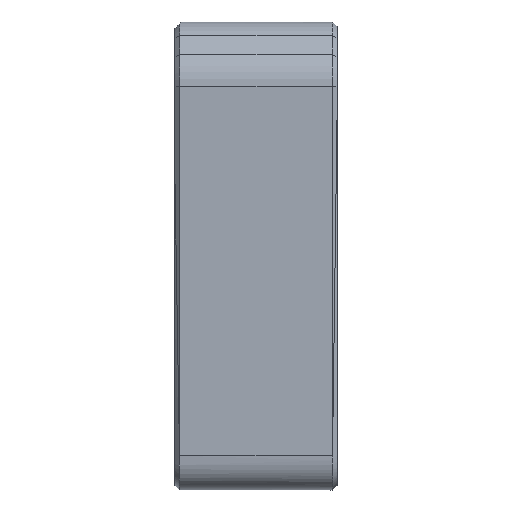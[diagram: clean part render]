
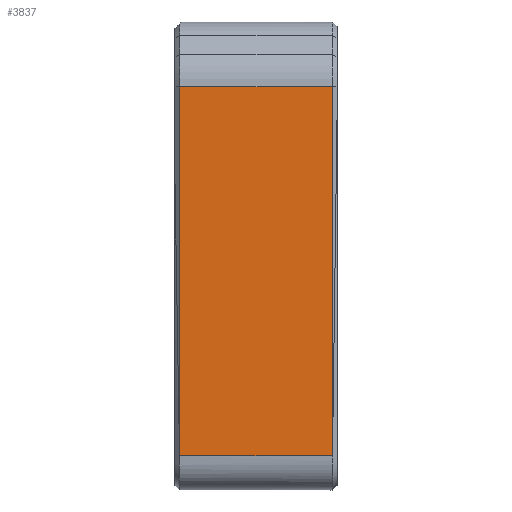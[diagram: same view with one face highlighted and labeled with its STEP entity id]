
A CAD part, front view. The second image highlights one B-rep face of the part: STEP entity #3837.
In plain terms, the highlighted planar face has unit normal (0, -1, 0).
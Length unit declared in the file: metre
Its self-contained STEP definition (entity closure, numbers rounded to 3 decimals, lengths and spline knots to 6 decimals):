
#286=B_SPLINE_CURVE_WITH_KNOTS('',3,(#5815,#5816,#5817,#5818),
 .UNSPECIFIED.,.F.,.F.,(4,4),(0.,1.),.UNSPECIFIED.);
#1122=ORIENTED_EDGE('',*,*,#1996,.F.);
#1123=ORIENTED_EDGE('',*,*,#1770,.T.);
#1124=ORIENTED_EDGE('',*,*,#1994,.T.);
#1125=ORIENTED_EDGE('',*,*,#1909,.F.);
#1770=EDGE_CURVE('',#2300,#2302,#286,.T.);
#1909=EDGE_CURVE('',#2403,#2315,#2651,.T.);
#1994=EDGE_CURVE('',#2302,#2315,#2694,.T.);
#1996=EDGE_CURVE('',#2300,#2403,#2695,.T.);
#2300=VERTEX_POINT('',#5792);
#2302=VERTEX_POINT('',#5814);
#2315=VERTEX_POINT('',#5877);
#2403=VERTEX_POINT('',#6639);
#2651=LINE('',#6638,#2952);
#2694=LINE('',#7161,#2995);
#2695=LINE('',#7167,#2996);
#2952=VECTOR('',#4713,1.);
#2995=VECTOR('',#4846,1.);
#2996=VECTOR('',#4849,1.);
#3232=EDGE_LOOP('',(#1122,#1123,#1124,#1125));
#3497=FACE_BOUND('',#3232,.T.);
#3660=PLANE('',#4148);
#3837=ADVANCED_FACE('',(#3497),#3660,.T.);
#4148=AXIS2_PLACEMENT_3D('',#7166,#4847,#4848);
#4713=DIRECTION('',(1.,0.,0.));
#4846=DIRECTION('',(0.,0.,1.));
#4847=DIRECTION('',(0.,-1.,0.));
#4848=DIRECTION('',(0.,0.,-1.));
#4849=DIRECTION('',(0.,0.,1.));
#5792=CARTESIAN_POINT('',(0.01331,-0.09243,-0.051484));
#5814=CARTESIAN_POINT('',(0.02671,-0.09243,-0.051484));
#5815=CARTESIAN_POINT('',(0.01331,-0.09243,-0.051484));
#5816=CARTESIAN_POINT('',(0.017777,-0.09243,-0.051484));
#5817=CARTESIAN_POINT('',(0.022243,-0.09243,-0.051484));
#5818=CARTESIAN_POINT('',(0.02671,-0.09243,-0.051484));
#5877=CARTESIAN_POINT('',(0.02671,-0.09243,-0.019141));
#6638=CARTESIAN_POINT('',(0.03111,-0.09243,-0.019141));
#6639=CARTESIAN_POINT('',(0.01331,-0.09243,-0.019141));
#7161=CARTESIAN_POINT('',(0.02671,-0.09243,-0.011059));
#7166=CARTESIAN_POINT('',(0.03111,-0.09243,-0.011059));
#7167=CARTESIAN_POINT('',(0.01331,-0.09243,-0.037191));
